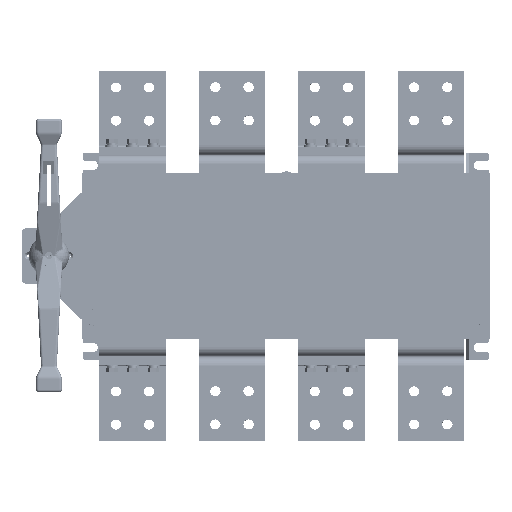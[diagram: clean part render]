
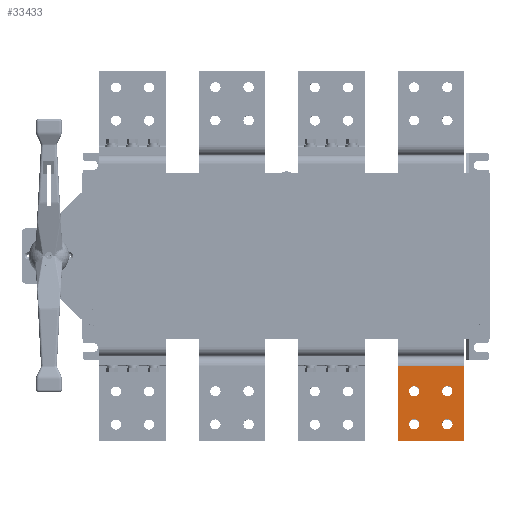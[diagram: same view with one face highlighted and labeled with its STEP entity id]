
A CAD part, top view. The second image highlights one B-rep face of the part: STEP entity #33433.
In plain terms, the highlighted planar face has unit normal (0, 0, 1).
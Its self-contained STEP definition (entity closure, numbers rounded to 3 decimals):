
#741 = CARTESIAN_POINT ( 'NONE',  ( 195., -163.5, -33.198 ) ) ;
#1956 = CARTESIAN_POINT ( 'NONE',  ( 215., -133.5, -33.198 ) ) ;
#5193 = CARTESIAN_POINT ( 'NONE',  ( 155., -197.25, -33.198 ) ) ;
#6646 = FACE_BOUND ( 'NONE', #164289, .T. ) ;
#6885 = EDGE_LOOP ( 'NONE', ( #136244, #41623 ) ) ;
#13276 = ORIENTED_EDGE ( 'NONE', *, *, #35438, .F. ) ;
#16295 = VERTEX_POINT ( 'NONE', #104680 ) ;
#19956 = CARTESIAN_POINT ( 'NONE',  ( 155., -203.5, -33.198 ) ) ;
#21305 = AXIS2_PLACEMENT_3D ( 'NONE', #19956, #181512, #53550 ) ;
#24224 = DIRECTION ( 'NONE',  ( 0., 0., 1. ) ) ;
#26073 = EDGE_CURVE ( 'NONE', #214090, #186326, #177389, .T. ) ;
#27128 = DIRECTION ( 'NONE',  ( 0., 1., 0. ) ) ;
#27160 = ORIENTED_EDGE ( 'NONE', *, *, #201879, .F. ) ;
#27713 = DIRECTION ( 'NONE',  ( 0., 0., 1. ) ) ;
#30524 = EDGE_CURVE ( 'NONE', #39637, #45579, #185770, .T. ) ;
#30840 = EDGE_LOOP ( 'NONE', ( #27160, #13276 ) ) ;
#31656 = CIRCLE ( 'NONE', #21305, 6.25 ) ;
#32748 = EDGE_CURVE ( 'NONE', #195827, #120590, #111191, .T. ) ;
#33433 = ADVANCED_FACE ( 'NONE', ( #151917, #137795, #68524, #55432, #6646 ), #70660, .F. ) ;
#35438 = EDGE_CURVE ( 'NONE', #16295, #68799, #191977, .T. ) ;
#36462 = DIRECTION ( 'NONE',  ( 0., 0., 1. ) ) ;
#38341 = DIRECTION ( 'NONE',  ( 1., 0., 0. ) ) ;
#39637 = VERTEX_POINT ( 'NONE', #184521 ) ;
#41081 = EDGE_LOOP ( 'NONE', ( #155430, #132765 ) ) ;
#41623 = ORIENTED_EDGE ( 'NONE', *, *, #80578, .F. ) ;
#41771 = LINE ( 'NONE', #72181, #214416 ) ;
#42788 = CARTESIAN_POINT ( 'NONE',  ( 195., -209.75, -33.198 ) ) ;
#42828 = DIRECTION ( 'NONE',  ( 0., 1., 0. ) ) ;
#43517 = CIRCLE ( 'NONE', #192208, 6.25 ) ;
#43687 = VERTEX_POINT ( 'NONE', #139210 ) ;
#45579 = VERTEX_POINT ( 'NONE', #177502 ) ;
#46261 = ORIENTED_EDGE ( 'NONE', *, *, #190465, .F. ) ;
#47075 = VECTOR ( 'NONE', #38341, 1000. ) ;
#50302 = CARTESIAN_POINT ( 'NONE',  ( 135., -223.5, -33.198 ) ) ;
#52486 = CARTESIAN_POINT ( 'NONE',  ( 135., -223.5, -33.198 ) ) ;
#53550 = DIRECTION ( 'NONE',  ( 0., 1., 0. ) ) ;
#55432 = FACE_BOUND ( 'NONE', #6885, .T. ) ;
#57405 = DIRECTION ( 'NONE',  ( 0., 1., 0. ) ) ;
#58204 = VECTOR ( 'NONE', #177283, 1000. ) ;
#64281 = AXIS2_PLACEMENT_3D ( 'NONE', #188962, #24224, #173782 ) ;
#66234 = DIRECTION ( 'NONE',  ( 0., 1., 0. ) ) ;
#68524 = FACE_BOUND ( 'NONE', #41081, .T. ) ;
#68799 = VERTEX_POINT ( 'NONE', #111153 ) ;
#70660 = PLANE ( 'NONE',  #105379 ) ;
#72181 = CARTESIAN_POINT ( 'NONE',  ( 215., -223.5, -33.198 ) ) ;
#77626 = DIRECTION ( 'NONE',  ( 0., 1., 0. ) ) ;
#80578 = EDGE_CURVE ( 'NONE', #186326, #214090, #31656, .T. ) ;
#91139 = DIRECTION ( 'NONE',  ( 0., 0., 1. ) ) ;
#97259 = VECTOR ( 'NONE', #130561, 1000. ) ;
#97295 = CIRCLE ( 'NONE', #159597, 6.25 ) ;
#98776 = CIRCLE ( 'NONE', #64281, 6.25 ) ;
#101316 = EDGE_CURVE ( 'NONE', #45579, #120590, #41771, .T. ) ;
#101559 = CIRCLE ( 'NONE', #212337, 6.25 ) ;
#103179 = DIRECTION ( 'NONE',  ( -1., 0., 0. ) ) ;
#104418 = EDGE_CURVE ( 'NONE', #163923, #156921, #97295, .T. ) ;
#104680 = CARTESIAN_POINT ( 'NONE',  ( 155., -169.75, -33.198 ) ) ;
#105379 = AXIS2_PLACEMENT_3D ( 'NONE', #120467, #121535, #103179 ) ;
#111153 = CARTESIAN_POINT ( 'NONE',  ( 155., -157.25, -33.198 ) ) ;
#111191 = LINE ( 'NONE', #205800, #58204 ) ;
#111574 = ORIENTED_EDGE ( 'NONE', *, *, #101316, .T. ) ;
#120467 = CARTESIAN_POINT ( 'NONE',  ( 135., -223.5, -33.198 ) ) ;
#120590 = VERTEX_POINT ( 'NONE', #1956 ) ;
#121535 = DIRECTION ( 'NONE',  ( 0., 0., -1. ) ) ;
#121777 = AXIS2_PLACEMENT_3D ( 'NONE', #165908, #146467, #66234 ) ;
#123878 = CARTESIAN_POINT ( 'NONE',  ( 135., -133.5, -33.198 ) ) ;
#124897 = CARTESIAN_POINT ( 'NONE',  ( 155., -209.75, -33.198 ) ) ;
#126034 = ORIENTED_EDGE ( 'NONE', *, *, #137238, .F. ) ;
#130561 = DIRECTION ( 'NONE',  ( 0., 1., 0. ) ) ;
#130655 = VERTEX_POINT ( 'NONE', #42788 ) ;
#132600 = ORIENTED_EDGE ( 'NONE', *, *, #188460, .F. ) ;
#132765 = ORIENTED_EDGE ( 'NONE', *, *, #149601, .F. ) ;
#136244 = ORIENTED_EDGE ( 'NONE', *, *, #26073, .F. ) ;
#137238 = EDGE_CURVE ( 'NONE', #130655, #43687, #101559, .T. ) ;
#137795 = FACE_BOUND ( 'NONE', #30840, .T. ) ;
#139210 = CARTESIAN_POINT ( 'NONE',  ( 195., -197.25, -33.198 ) ) ;
#139747 = DIRECTION ( 'NONE',  ( 0., 0., 1. ) ) ;
#146467 = DIRECTION ( 'NONE',  ( 0., 0., 1. ) ) ;
#148919 = LINE ( 'NONE', #50302, #97259 ) ;
#149601 = EDGE_CURVE ( 'NONE', #156921, #163923, #98776, .T. ) ;
#151917 = FACE_OUTER_BOUND ( 'NONE', #168409, .T. ) ;
#153027 = CIRCLE ( 'NONE', #121777, 6.25 ) ;
#155430 = ORIENTED_EDGE ( 'NONE', *, *, #104418, .F. ) ;
#156921 = VERTEX_POINT ( 'NONE', #162199 ) ;
#159597 = AXIS2_PLACEMENT_3D ( 'NONE', #741, #36462, #166543 ) ;
#162199 = CARTESIAN_POINT ( 'NONE',  ( 195., -169.75, -33.198 ) ) ;
#163923 = VERTEX_POINT ( 'NONE', #170332 ) ;
#164289 = EDGE_LOOP ( 'NONE', ( #132600, #126034 ) ) ;
#165908 = CARTESIAN_POINT ( 'NONE',  ( 195., -203.5, -33.198 ) ) ;
#166543 = DIRECTION ( 'NONE',  ( 0., 1., 0. ) ) ;
#168409 = EDGE_LOOP ( 'NONE', ( #111574, #203383, #46261, #202248 ) ) ;
#170332 = CARTESIAN_POINT ( 'NONE',  ( 195., -157.25, -33.198 ) ) ;
#170549 = AXIS2_PLACEMENT_3D ( 'NONE', #171361, #91139, #27128 ) ;
#171361 = CARTESIAN_POINT ( 'NONE',  ( 155., -203.5, -33.198 ) ) ;
#173782 = DIRECTION ( 'NONE',  ( 0., 1., 0. ) ) ;
#176222 = CARTESIAN_POINT ( 'NONE',  ( 155., -163.5, -33.198 ) ) ;
#176548 = CARTESIAN_POINT ( 'NONE',  ( 195., -203.5, -33.198 ) ) ;
#177283 = DIRECTION ( 'NONE',  ( 1., 0., 0. ) ) ;
#177389 = CIRCLE ( 'NONE', #170549, 6.25 ) ;
#177502 = CARTESIAN_POINT ( 'NONE',  ( 215., -223.5, -33.198 ) ) ;
#181512 = DIRECTION ( 'NONE',  ( 0., 0., 1. ) ) ;
#181621 = DIRECTION ( 'NONE',  ( 0., 1., 0. ) ) ;
#184521 = CARTESIAN_POINT ( 'NONE',  ( 135., -223.5, -33.198 ) ) ;
#185770 = LINE ( 'NONE', #52486, #47075 ) ;
#186326 = VERTEX_POINT ( 'NONE', #124897 ) ;
#188460 = EDGE_CURVE ( 'NONE', #43687, #130655, #153027, .T. ) ;
#188962 = CARTESIAN_POINT ( 'NONE',  ( 195., -163.5, -33.198 ) ) ;
#190465 = EDGE_CURVE ( 'NONE', #39637, #195827, #148919, .T. ) ;
#191977 = CIRCLE ( 'NONE', #209341, 6.25 ) ;
#192208 = AXIS2_PLACEMENT_3D ( 'NONE', #176222, #27713, #77626 ) ;
#195827 = VERTEX_POINT ( 'NONE', #123878 ) ;
#196818 = DIRECTION ( 'NONE',  ( 0., 0., 1. ) ) ;
#201879 = EDGE_CURVE ( 'NONE', #68799, #16295, #43517, .T. ) ;
#202248 = ORIENTED_EDGE ( 'NONE', *, *, #30524, .T. ) ;
#203383 = ORIENTED_EDGE ( 'NONE', *, *, #32748, .F. ) ;
#205800 = CARTESIAN_POINT ( 'NONE',  ( 135., -133.5, -33.198 ) ) ;
#209341 = AXIS2_PLACEMENT_3D ( 'NONE', #213110, #196818, #181621 ) ;
#212337 = AXIS2_PLACEMENT_3D ( 'NONE', #176548, #139747, #57405 ) ;
#213110 = CARTESIAN_POINT ( 'NONE',  ( 155., -163.5, -33.198 ) ) ;
#214090 = VERTEX_POINT ( 'NONE', #5193 ) ;
#214416 = VECTOR ( 'NONE', #42828, 1000. ) ;
